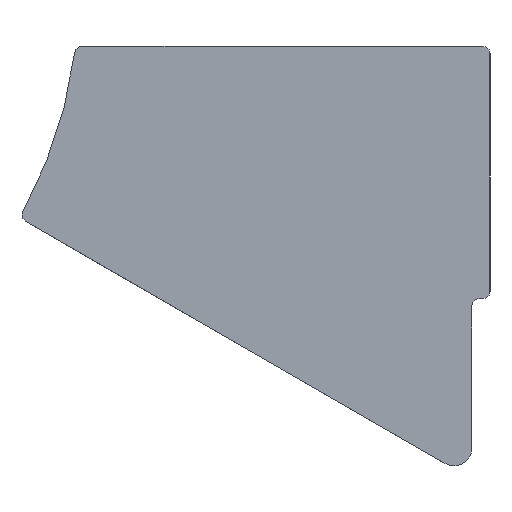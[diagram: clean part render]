
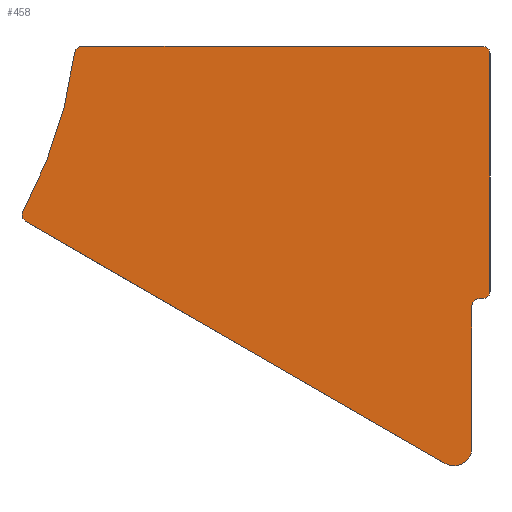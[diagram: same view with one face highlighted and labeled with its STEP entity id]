
A CAD part, left-side view. The second image highlights one B-rep face of the part: STEP entity #458.
In plain terms, the highlighted planar face has unit normal (-1, 0, 0).
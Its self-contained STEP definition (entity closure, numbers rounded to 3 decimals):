
#5 = AXIS2_PLACEMENT_3D ( 'NONE', #106, #313, #576 ) ;
#7 = DIRECTION ( 'NONE',  ( -1., 0., 0. ) ) ;
#9 = AXIS2_PLACEMENT_3D ( 'NONE', #355, #717, #64 ) ;
#10 = CARTESIAN_POINT ( 'NONE',  ( 0., 11.323, -0.2 ) ) ;
#13 = EDGE_CURVE ( 'NONE', #110, #254, #718, .T. ) ;
#15 = ORIENTED_EDGE ( 'NONE', *, *, #385, .F. ) ;
#23 = VERTEX_POINT ( 'NONE', #329 ) ;
#26 = CARTESIAN_POINT ( 'NONE',  ( 0., 1.25, -11.567 ) ) ;
#45 = CARTESIAN_POINT ( 'NONE',  ( 0., 0.5, -7.2 ) ) ;
#46 = CIRCLE ( 'NONE', #514, 12.5 ) ;
#48 = DIRECTION ( 'NONE',  ( 0., 0., -1. ) ) ;
#54 = LINE ( 'NONE', #764, #572 ) ;
#64 = DIRECTION ( 'NONE',  ( 0., 0., -1. ) ) ;
#71 = LINE ( 'NONE', #26, #680 ) ;
#95 = CARTESIAN_POINT ( 'NONE',  ( 0., 0., -0.2 ) ) ;
#106 = CARTESIAN_POINT ( 'NONE',  ( 0., 0.3, -7.2 ) ) ;
#110 = VERTEX_POINT ( 'NONE', #334 ) ;
#122 = DIRECTION ( 'NONE',  ( 0., 0., 1. ) ) ;
#153 = EDGE_CURVE ( 'NONE', #767, #251, #618, .T. ) ;
#158 = CARTESIAN_POINT ( 'NONE',  ( 0., 12.782, -4.678 ) ) ;
#160 = CARTESIAN_POINT ( 'NONE',  ( 0., 12.957, -4.582 ) ) ;
#162 = CARTESIAN_POINT ( 'NONE',  ( 0., 0.2, -7. ) ) ;
#179 = CARTESIAN_POINT ( 'NONE',  ( 0., 12.782, -4.678 ) ) ;
#185 = DIRECTION ( 'NONE',  ( 0., 0., 1. ) ) ;
#189 = CARTESIAN_POINT ( 'NONE',  ( 0., 0.5, -11.134 ) ) ;
#204 = CIRCLE ( 'NONE', #5, 0.2 ) ;
#228 = DIRECTION ( 'NONE',  ( 0., 0., -1. ) ) ;
#229 = DIRECTION ( 'NONE',  ( 0., -1., 0. ) ) ;
#246 = CIRCLE ( 'NONE', #691, 0.5 ) ;
#248 = DIRECTION ( 'NONE',  ( 1., 0., 0. ) ) ;
#251 = VERTEX_POINT ( 'NONE', #450 ) ;
#254 = VERTEX_POINT ( 'NONE', #160 ) ;
#257 = CIRCLE ( 'NONE', #9, 0.2 ) ;
#262 = EDGE_CURVE ( 'NONE', #23, #264, #620, .T. ) ;
#264 = VERTEX_POINT ( 'NONE', #447 ) ;
#273 = VERTEX_POINT ( 'NONE', #331 ) ;
#278 = VECTOR ( 'NONE', #515, 1000. ) ;
#287 = EDGE_CURVE ( 'NONE', #708, #526, #693, .T. ) ;
#289 = VERTEX_POINT ( 'NONE', #45 ) ;
#313 = DIRECTION ( 'NONE',  ( -1., 0., 0. ) ) ;
#321 = ORIENTED_EDGE ( 'NONE', *, *, #374, .F. ) ;
#327 = ORIENTED_EDGE ( 'NONE', *, *, #287, .F. ) ;
#329 = CARTESIAN_POINT ( 'NONE',  ( 0., 0., -0.2 ) ) ;
#331 = CARTESIAN_POINT ( 'NONE',  ( 0., 11.521, -0.174 ) ) ;
#334 = CARTESIAN_POINT ( 'NONE',  ( 0., 12.882, -4.852 ) ) ;
#355 = CARTESIAN_POINT ( 'NONE',  ( 0., 0.2, -6.8 ) ) ;
#363 = DIRECTION ( 'NONE',  ( 1., 0., 0. ) ) ;
#374 = EDGE_CURVE ( 'NONE', #526, #289, #204, .T. ) ;
#378 = ORIENTED_EDGE ( 'NONE', *, *, #641, .F. ) ;
#383 = AXIS2_PLACEMENT_3D ( 'NONE', #10, #248, #122 ) ;
#385 = EDGE_CURVE ( 'NONE', #289, #424, #54, .T. ) ;
#398 = DIRECTION ( 'NONE',  ( 0., 1., 0. ) ) ;
#408 = FACE_OUTER_BOUND ( 'NONE', #737, .T. ) ;
#413 = CARTESIAN_POINT ( 'NONE',  ( 0., 0.2, -0.2 ) ) ;
#414 = DIRECTION ( 'NONE',  ( 1., 0., 0. ) ) ;
#422 = CARTESIAN_POINT ( 'NONE',  ( 0., 23.918, 1.426 ) ) ;
#424 = VERTEX_POINT ( 'NONE', #189 ) ;
#427 = AXIS2_PLACEMENT_3D ( 'NONE', #413, #363, #531 ) ;
#447 = CARTESIAN_POINT ( 'NONE',  ( 0., 0., -6.8 ) ) ;
#450 = CARTESIAN_POINT ( 'NONE',  ( 0., 0.2, 0. ) ) ;
#458 = ADVANCED_FACE ( 'NONE', ( #408 ), #696, .F. ) ;
#464 = ORIENTED_EDGE ( 'NONE', *, *, #747, .F. ) ;
#481 = CARTESIAN_POINT ( 'NONE',  ( 0., 0.2, -7. ) ) ;
#484 = DIRECTION ( 'NONE',  ( 0., 0., 1. ) ) ;
#501 = CARTESIAN_POINT ( 'NONE',  ( 0., 0.2, 0. ) ) ;
#508 = ORIENTED_EDGE ( 'NONE', *, *, #262, .F. ) ;
#511 = VERTEX_POINT ( 'NONE', #642 ) ;
#514 = AXIS2_PLACEMENT_3D ( 'NONE', #422, #7, #185 ) ;
#515 = DIRECTION ( 'NONE',  ( 0., 0., -1. ) ) ;
#523 = ORIENTED_EDGE ( 'NONE', *, *, #13, .F. ) ;
#526 = VERTEX_POINT ( 'NONE', #722 ) ;
#529 = ORIENTED_EDGE ( 'NONE', *, *, #762, .F. ) ;
#531 = DIRECTION ( 'NONE',  ( 0., 0., 1. ) ) ;
#537 = CIRCLE ( 'NONE', #383, 0.2 ) ;
#541 = DIRECTION ( 'NONE',  ( 0., 0.866, 0.5 ) ) ;
#572 = VECTOR ( 'NONE', #48, 1000. ) ;
#576 = DIRECTION ( 'NONE',  ( 0., 0., 1. ) ) ;
#612 = ORIENTED_EDGE ( 'NONE', *, *, #153, .F. ) ;
#616 = ORIENTED_EDGE ( 'NONE', *, *, #676, .F. ) ;
#618 = LINE ( 'NONE', #501, #634 ) ;
#619 = ORIENTED_EDGE ( 'NONE', *, *, #754, .F. ) ;
#620 = LINE ( 'NONE', #95, #278 ) ;
#621 = DIRECTION ( 'NONE',  ( 1., 0., 0. ) ) ;
#626 = DIRECTION ( 'NONE',  ( 0., 0., -1. ) ) ;
#634 = VECTOR ( 'NONE', #229, 1000. ) ;
#641 = EDGE_CURVE ( 'NONE', #254, #273, #46, .T. ) ;
#642 = CARTESIAN_POINT ( 'NONE',  ( 0., 1.25, -11.567 ) ) ;
#644 = ORIENTED_EDGE ( 'NONE', *, *, #775, .F. ) ;
#658 = DIRECTION ( 'NONE',  ( 1., 0., 0. ) ) ;
#676 = EDGE_CURVE ( 'NONE', #264, #708, #257, .T. ) ;
#679 = AXIS2_PLACEMENT_3D ( 'NONE', #158, #621, #626 ) ;
#680 = VECTOR ( 'NONE', #541, 1000. ) ;
#691 = AXIS2_PLACEMENT_3D ( 'NONE', #720, #658, #484 ) ;
#693 = LINE ( 'NONE', #162, #712 ) ;
#696 = PLANE ( 'NONE',  #739 ) ;
#708 = VERTEX_POINT ( 'NONE', #481 ) ;
#712 = VECTOR ( 'NONE', #398, 1000. ) ;
#717 = DIRECTION ( 'NONE',  ( 1., 0., 0. ) ) ;
#718 = CIRCLE ( 'NONE', #679, 0.2 ) ;
#720 = CARTESIAN_POINT ( 'NONE',  ( 0., 1., -11.134 ) ) ;
#722 = CARTESIAN_POINT ( 'NONE',  ( 0., 0.3, -7. ) ) ;
#725 = CARTESIAN_POINT ( 'NONE',  ( 0., 11.323, 0. ) ) ;
#737 = EDGE_LOOP ( 'NONE', ( #523, #644, #529, #15, #321, #327, #616, #508, #464, #612, #619, #378 ) ) ;
#739 = AXIS2_PLACEMENT_3D ( 'NONE', #179, #414, #228 ) ;
#747 = EDGE_CURVE ( 'NONE', #251, #23, #758, .T. ) ;
#754 = EDGE_CURVE ( 'NONE', #273, #767, #537, .T. ) ;
#758 = CIRCLE ( 'NONE', #427, 0.2 ) ;
#762 = EDGE_CURVE ( 'NONE', #424, #511, #246, .T. ) ;
#764 = CARTESIAN_POINT ( 'NONE',  ( 0., 0.5, -7.2 ) ) ;
#767 = VERTEX_POINT ( 'NONE', #725 ) ;
#775 = EDGE_CURVE ( 'NONE', #511, #110, #71, .T. ) ;
